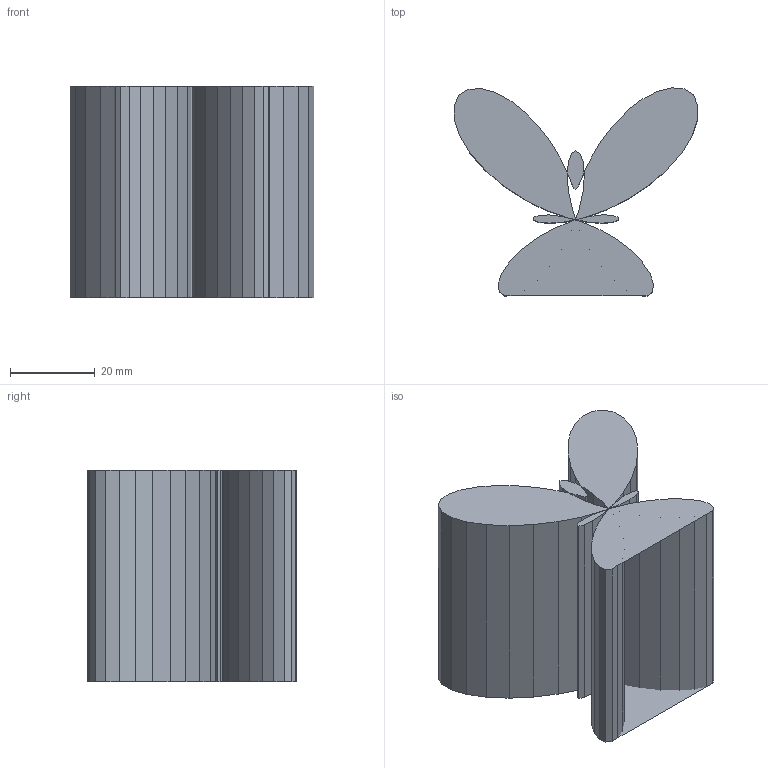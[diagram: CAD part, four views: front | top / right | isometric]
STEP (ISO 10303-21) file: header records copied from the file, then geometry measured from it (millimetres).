
FILE_DESCRIPTION(('Open CASCADE Model'),'2;1');
FILE_NAME('Open CASCADE Shape Model','2024-05-29T18:45:24',('Author'),( 'Open CASCADE'),'Open CASCADE STEP processor 7.7','Open CASCADE 7.7' ,'Unknown');
FILE_SCHEMA(('AUTOMOTIVE_DESIGN { 1 0 10303 214 1 1 1 1 }'));
Length unit declared in the file: millimetre
Products named in the file (1): Open CASCADE STEP translator 7.7 195
Bounding box: 57.72 x 49.24 x 50 mm (x, y, z)
Volume: 65020 mm3; surface area: 20281 mm2
Topology: 1 solids, 1 shells, 102 faces, 360 edges, 230 vertices
Faces by surface type: plane 102
Entity records: 7234 total; most frequent: CARTESIAN_POINT 1203, DIRECTION 1106, LINE 900, VECTOR 900, ORIENTED_EDGE 600, PCURVE 600, DEFINITIONAL_REPRESENTATION 600, EDGE_CURVE 300
